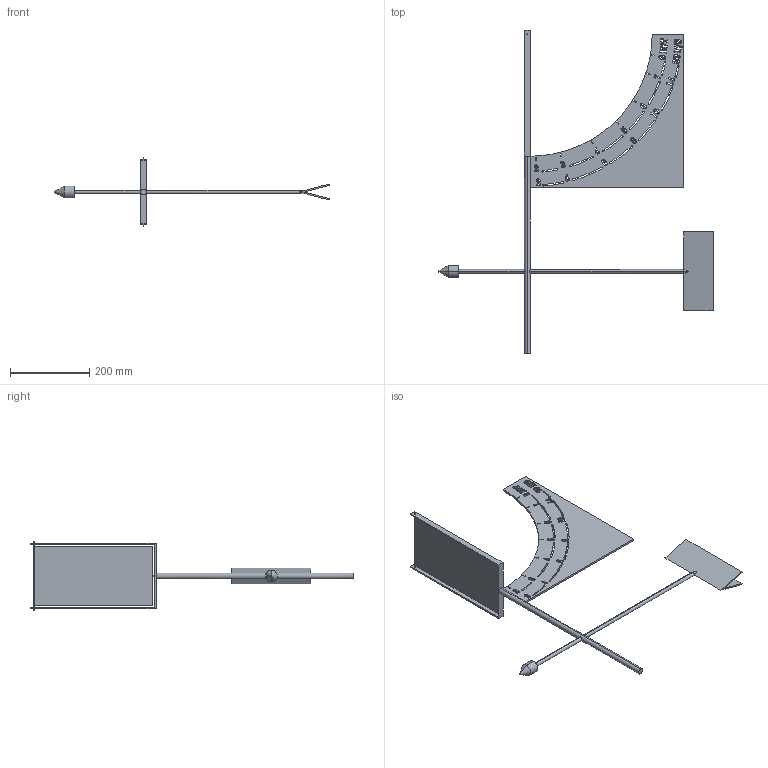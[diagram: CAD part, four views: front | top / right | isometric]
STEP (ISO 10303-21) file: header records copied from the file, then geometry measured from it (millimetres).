
FILE_DESCRIPTION (( 'STEP AP203' ), '1' );
FILE_NAME ('Wildse vaan_TOTAAL.STEP', '2020-08-11T09:33:48', ( '' ), ( '' ), 'SwSTEP 2.0', 'SolidWorks 2020', '' );
FILE_SCHEMA (( 'CONFIG_CONTROL_DESIGN' ));
Length unit declared in the file: millimetre
Products named in the file (3): Wildse Vaan; Wildse vaan_TOTAAL; Plaat
Assembly tree (2 placements, depth 2):
  Wildse vaan_TOTAAL
    Wildse Vaan
    Plaat
Bounding box: 695.78 x 818 x 175 mm (x, y, z)
Volume: 723948.7 mm3; surface area: 391068.2 mm2
Topology: 2 solids, 2 shells, 892 faces, 2639 edges, 1754 vertices
Faces by surface type: bspline 510, plane 278, cylinder 97, cone 5, torus 2
Entity records: 42831 total; most frequent: CARTESIAN_POINT 21787, ORIENTED_EDGE 5278, EDGE_CURVE 2639, DIRECTION 2587, VERTEX_POINT 1754, VECTOR 1411, LINE 1411, EDGE_LOOP 1035
